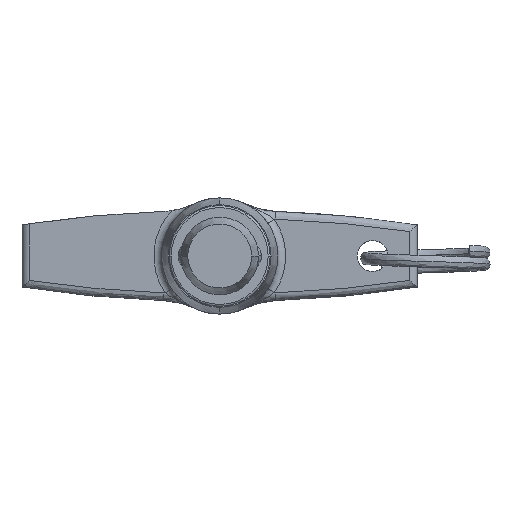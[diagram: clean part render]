
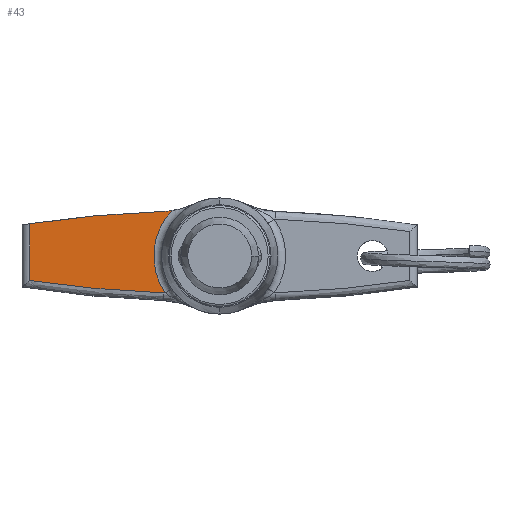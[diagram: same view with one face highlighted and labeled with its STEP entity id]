
A CAD part, front view. The second image highlights one B-rep face of the part: STEP entity #43.
In plain terms, the highlighted planar face has unit normal (0, -1, 0).
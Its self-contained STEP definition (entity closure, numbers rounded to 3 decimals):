
#43 = ADVANCED_FACE ( 'NONE', ( #3760 ), #385, .F. ) ;
#50 = CIRCLE ( 'NONE', #4032, 8.5 ) ;
#82 = CARTESIAN_POINT ( 'NONE',  ( -18.759, 0., -3.941 ) ) ;
#104 = B_SPLINE_CURVE_WITH_KNOTS ( 'NONE', 3,
 ( #2113, #1782, #82, #1187, #1823, #3467 ),
 .UNSPECIFIED., .F., .F.,
 ( 4, 2, 4 ),
 ( 0., 0.009, 0.017 ),
 .UNSPECIFIED. ) ;
#183 = CIRCLE ( 'NONE', #2245, 10. ) ;
#239 = CARTESIAN_POINT ( 'NONE',  ( -7.632, 0., 15.748 ) ) ;
#364 = VECTOR ( 'NONE', #1219, 1000. ) ;
#383 = CARTESIAN_POINT ( 'NONE',  ( -24.5, 0., -3.148 ) ) ;
#385 = PLANE ( 'NONE',  #687 ) ;
#404 = DIRECTION ( 'NONE',  ( 0., 0., 1. ) ) ;
#499 = B_SPLINE_CURVE_WITH_KNOTS ( 'NONE', 3,
 ( #1018, #4391, #3052, #1330 ),
 .UNSPECIFIED., .F., .F.,
 ( 4, 4 ),
 ( 0.638, 0.979 ),
 .UNSPECIFIED. ) ;
#548 = CARTESIAN_POINT ( 'NONE',  ( -24.5, 0., 6. ) ) ;
#687 = AXIS2_PLACEMENT_3D ( 'NONE', #1322, #3094, #1084 ) ;
#749 = DIRECTION ( 'NONE',  ( 0., 0., 1. ) ) ;
#781 = VERTEX_POINT ( 'NONE', #1583 ) ;
#891 = EDGE_CURVE ( 'NONE', #781, #2763, #1522, .T. ) ;
#934 = ORIENTED_EDGE ( 'NONE', *, *, #3759, .T. ) ;
#1018 = CARTESIAN_POINT ( 'NONE',  ( -7.247, 0., 5.755 ) ) ;
#1084 = DIRECTION ( 'NONE',  ( 0., 0., 1. ) ) ;
#1187 = CARTESIAN_POINT ( 'NONE',  ( -12.994, 0., -4.464 ) ) ;
#1219 = DIRECTION ( 'NONE',  ( 0., 0., -1. ) ) ;
#1222 = CARTESIAN_POINT ( 'NONE',  ( -7.209, 0., -4.756 ) ) ;
#1314 = VERTEX_POINT ( 'NONE', #1222 ) ;
#1322 = CARTESIAN_POINT ( 'NONE',  ( -25.5, 0., 6. ) ) ;
#1330 = CARTESIAN_POINT ( 'NONE',  ( -24.5, 0., 4.161 ) ) ;
#1338 = VERTEX_POINT ( 'NONE', #2505 ) ;
#1408 = DIRECTION ( 'NONE',  ( 0., 1., 0. ) ) ;
#1522 = LINE ( 'NONE', #548, #364 ) ;
#1558 = DIRECTION ( 'NONE',  ( 0., 0., 1. ) ) ;
#1583 = CARTESIAN_POINT ( 'NONE',  ( -24.5, 0., 4.161 ) ) ;
#1643 = ORIENTED_EDGE ( 'NONE', *, *, #891, .T. ) ;
#1782 = CARTESIAN_POINT ( 'NONE',  ( -21.637, 0., -3.599 ) ) ;
#1819 = VERTEX_POINT ( 'NONE', #3852 ) ;
#1823 = CARTESIAN_POINT ( 'NONE',  ( -10.104, 0., -4.644 ) ) ;
#1830 = DIRECTION ( 'NONE',  ( 0., 1., 0. ) ) ;
#1963 = EDGE_CURVE ( 'NONE', #2364, #1819, #183, .T. ) ;
#1976 = ORIENTED_EDGE ( 'NONE', *, *, #2089, .T. ) ;
#2089 = EDGE_CURVE ( 'NONE', #2763, #1314, #104, .T. ) ;
#2113 = CARTESIAN_POINT ( 'NONE',  ( -24.5, 0., -3.148 ) ) ;
#2245 = AXIS2_PLACEMENT_3D ( 'NONE', #239, #1408, #404 ) ;
#2353 = ORIENTED_EDGE ( 'NONE', *, *, #2644, .T. ) ;
#2364 = VERTEX_POINT ( 'NONE', #2794 ) ;
#2505 = CARTESIAN_POINT ( 'NONE',  ( -7.04, 0., -4.764 ) ) ;
#2579 = CIRCLE ( 'NONE', #3713, 11. ) ;
#2644 = EDGE_CURVE ( 'NONE', #1314, #1338, #2579, .T. ) ;
#2763 = VERTEX_POINT ( 'NONE', #383 ) ;
#2794 = CARTESIAN_POINT ( 'NONE',  ( -6.16, 0., 5.857 ) ) ;
#3052 = CARTESIAN_POINT ( 'NONE',  ( -19.151, 0., 4.995 ) ) ;
#3094 = DIRECTION ( 'NONE',  ( 0., 1., 0. ) ) ;
#3373 = ORIENTED_EDGE ( 'NONE', *, *, #3935, .T. ) ;
#3467 = CARTESIAN_POINT ( 'NONE',  ( -7.209, 0., -4.756 ) ) ;
#3471 = CARTESIAN_POINT ( 'NONE',  ( 0., 0., 0. ) ) ;
#3713 = AXIS2_PLACEMENT_3D ( 'NONE', #3834, #1830, #1558 ) ;
#3759 = EDGE_CURVE ( 'NONE', #1819, #781, #499, .T. ) ;
#3760 = FACE_OUTER_BOUND ( 'NONE', #4071, .T. ) ;
#3781 = DIRECTION ( 'NONE',  ( 0., 1., 0. ) ) ;
#3834 = CARTESIAN_POINT ( 'NONE',  ( -7.632, 0., -15.748 ) ) ;
#3852 = CARTESIAN_POINT ( 'NONE',  ( -7.247, 0., 5.755 ) ) ;
#3935 = EDGE_CURVE ( 'NONE', #1338, #2364, #50, .T. ) ;
#4032 = AXIS2_PLACEMENT_3D ( 'NONE', #3471, #3781, #749 ) ;
#4071 = EDGE_LOOP ( 'NONE', ( #934, #1643, #1976, #2353, #3373, #4201 ) ) ;
#4201 = ORIENTED_EDGE ( 'NONE', *, *, #1963, .T. ) ;
#4391 = CARTESIAN_POINT ( 'NONE',  ( -13.268, 0., 5.523 ) ) ;
